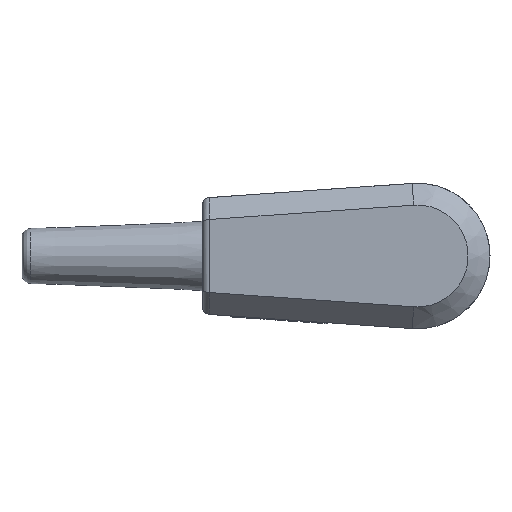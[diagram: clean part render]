
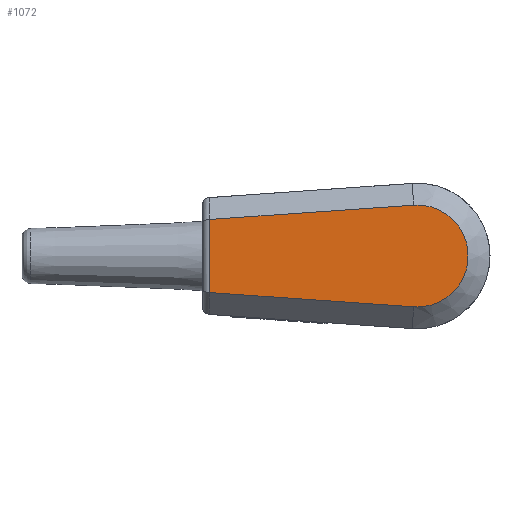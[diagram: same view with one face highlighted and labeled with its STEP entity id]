
A CAD part, left-side view. The second image highlights one B-rep face of the part: STEP entity #1072.
In plain terms, the highlighted planar face has unit normal (-1, 0, 0).
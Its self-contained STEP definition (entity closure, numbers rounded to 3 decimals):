
#776=CIRCLE('',#5574,7.);
#1072=ADVANCED_FACE('4-0-6',(#1521),#1310,.T.);
#1310=PLANE('',#5575);
#1521=FACE_OUTER_BOUND('',#1776,.T.);
#1776=EDGE_LOOP('',(#2561,#2562,#2563,#2564));
#2561=ORIENTED_EDGE('',*,*,#4148,.T.);
#2562=ORIENTED_EDGE('',*,*,#4149,.T.);
#2563=ORIENTED_EDGE('',*,*,#4150,.T.);
#2564=ORIENTED_EDGE('',*,*,#4151,.T.);
#3578=VERTEX_POINT('',#7986);
#3579=VERTEX_POINT('',#7987);
#3580=VERTEX_POINT('',#7989);
#3581=VERTEX_POINT('',#7991);
#4148=EDGE_CURVE('',#3578,#3579,#4739,.T.);
#4149=EDGE_CURVE('',#3579,#3580,#4740,.T.);
#4150=EDGE_CURVE('',#3580,#3581,#776,.T.);
#4151=EDGE_CURVE('',#3581,#3578,#4741,.T.);
#4739=LINE('',#7985,#5196);
#4740=LINE('',#7988,#5197);
#4741=LINE('',#7992,#5198);
#5196=VECTOR('',#6458,1.);
#5197=VECTOR('',#6459,1.);
#5198=VECTOR('',#6462,1.);
#5574=AXIS2_PLACEMENT_3D('',#7990,#6460,#6461);
#5575=AXIS2_PLACEMENT_3D('',#7993,#6463,#6464);
#6458=DIRECTION('',(0.,0.,-1.));
#6459=DIRECTION('',(0.,-0.998,-0.07));
#6460=DIRECTION('',(-1.,0.,0.));
#6461=DIRECTION('',(0.,0.07,-0.998));
#6462=DIRECTION('',(0.,0.998,-0.07));
#6463=DIRECTION('',(-1.,0.,0.));
#6464=DIRECTION('',(0.,0.,-1.));
#7985=CARTESIAN_POINT('',(-7.6,28.561,4.917));
#7986=CARTESIAN_POINT('',(-7.6,28.561,4.917));
#7987=CARTESIAN_POINT('',(-7.6,28.561,-5.131));
#7988=CARTESIAN_POINT('',(-7.6,28.561,-5.131));
#7989=CARTESIAN_POINT('',(-7.6,0.549,-7.09));
#7990=CARTESIAN_POINT('',(-7.6,0.061,-0.107));
#7991=CARTESIAN_POINT('',(-7.6,0.549,6.876));
#7992=CARTESIAN_POINT('',(-7.6,0.549,6.876));
#7993=CARTESIAN_POINT('',(-7.6,31.536,7.746));
